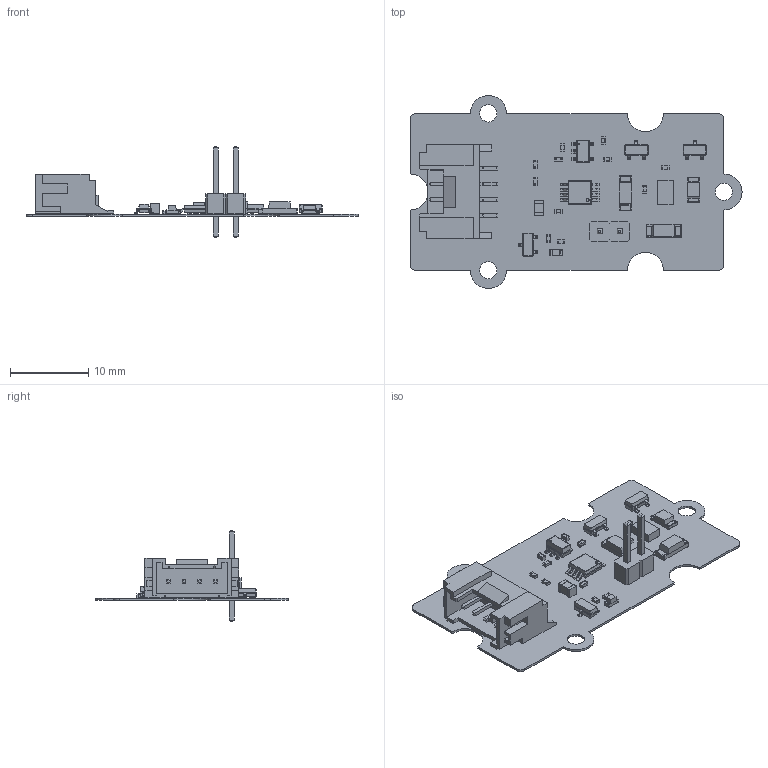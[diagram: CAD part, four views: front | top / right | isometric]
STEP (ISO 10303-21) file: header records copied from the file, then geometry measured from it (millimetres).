
FILE_DESCRIPTION(('KiCad electronic assembly'),'2;1');
FILE_NAME('Grove-Spectra.step','2022-11-23T19:35:51',('Pcbnew'),('Kicad' ),'Open CASCADE STEP processor 7.5','KiCad to STEP converter', 'Unknown');
FILE_SCHEMA(('AUTOMOTIVE_DESIGN { 1 0 10303 214 1 1 1 1 }'));
Length unit declared in the file: millimetre
Products named in the file (26): Grove-Spectra 1; R_0402_1005Metric; SOLID; AS7343-DLGM; COMPOUND; C_0402_1005Metric; SOT-23; Grove Connector (flat); LED_1206_3216Metric; LED_1806_4516Metric; PCA9536DP,118; C_0805_2012Metric; LED_0603_1608Metric; SPX3819M5-L-1-8_TR; PinHeader_1x02_P2.54mm_Vertical; Grove-Spectra PCB
Assembly tree (37 placements, depth 3):
  Grove-Spectra 1
    R_0402_1005Metric  x6
      SOLID
    AS7343-DLGM
      COMPOUND
    C_0402_1005Metric  x5
      SOLID
    SOT-23  x3
      SOLID
    Grove Connector (flat)
      SOLID
    LED_1206_3216Metric
      SOLID
    LED_1806_4516Metric  x2
      SOLID
    PCA9536DP,118
      COMPOUND
    C_0805_2012Metric
      SOLID
    LED_0603_1608Metric
      SOLID
    SPX3819M5-L-1-8_TR
      COMPOUND
    PinHeader_1x02_P2.54mm_Vertical
      SOLID
    Grove-Spectra PCB
Bounding box: 42.3 x 24.6 x 11.54 mm (x, y, z)
Volume: 548 mm3; surface area: 2598.6 mm2
Topology: 46 solids, 46 shells, 1294 faces, 3256 edges, 2088 vertices
Faces by surface type: bspline 1267, cylinder 15, plane 12
Full cylindrical faces by diameter (mm): 1 x2, 2.2 x3
Entity records: 51090 total; most frequent: CARTESIAN_POINT 18946, B_SPLINE_CURVE_WITH_KNOTS 5632, ORIENTED_EDGE 4270, PCURVE 4270, DEFINITIONAL_REPRESENTATION 4270, EDGE_CURVE 2135, SURFACE_CURVE 2128, VERTEX_POINT 1378
